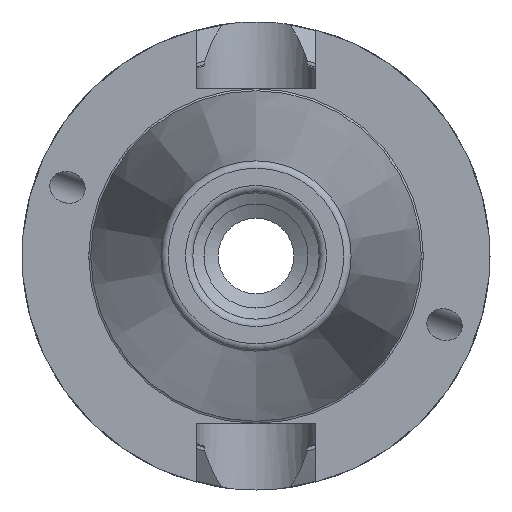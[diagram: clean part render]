
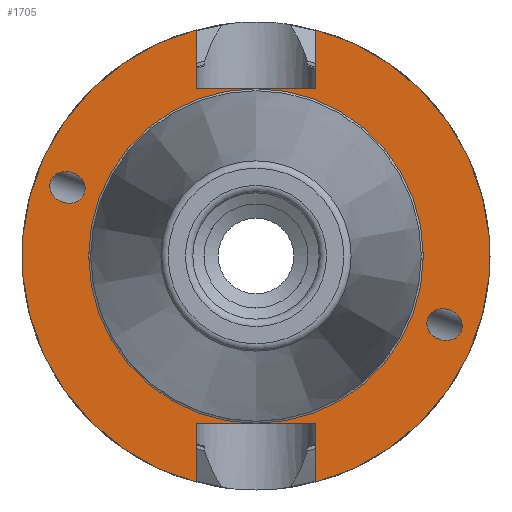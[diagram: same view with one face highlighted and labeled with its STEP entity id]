
A CAD part, left-side view. The second image highlights one B-rep face of the part: STEP entity #1705.
In plain terms, the highlighted planar face has unit normal (-1, 0, 0).
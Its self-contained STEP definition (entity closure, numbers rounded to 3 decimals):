
#22=ELLIPSE('',#1878,2.425,2.1);
#26=ELLIPSE('',#1883,2.425,2.1);
#50=FACE_BOUND('',#248,.T.);
#51=FACE_BOUND('',#249,.T.);
#52=FACE_BOUND('',#250,.T.);
#69=PLANE('',#1905);
#154=FACE_OUTER_BOUND('',#247,.T.);
#247=EDGE_LOOP('',(#1444,#1445,#1446,#1447,#1448,#1449,#1450,#1451));
#248=EDGE_LOOP('',(#1452));
#249=EDGE_LOOP('',(#1453));
#250=EDGE_LOOP('',(#1454,#1455));
#331=LINE('',#3085,#416);
#340=LINE('',#3201,#425);
#342=LINE('',#3204,#427);
#346=LINE('',#3276,#431);
#347=LINE('',#3278,#432);
#348=LINE('',#3280,#433);
#416=VECTOR('',#2295,10.);
#425=VECTOR('',#2310,10.);
#427=VECTOR('',#2314,10.);
#431=VECTOR('',#2350,10.);
#432=VECTOR('',#2351,10.);
#433=VECTOR('',#2352,10.);
#540=CIRCLE('',#1906,31.5);
#541=CIRCLE('',#1907,31.5);
#542=CIRCLE('',#1908,22.517);
#543=CIRCLE('',#1909,22.517);
#725=VERTEX_POINT('',#2907);
#729=VERTEX_POINT('',#2917);
#741=VERTEX_POINT('',#3082);
#742=VERTEX_POINT('',#3084);
#761=VERTEX_POINT('',#3198);
#762=VERTEX_POINT('',#3200);
#773=VERTEX_POINT('',#3273);
#774=VERTEX_POINT('',#3275);
#775=VERTEX_POINT('',#3277);
#776=VERTEX_POINT('',#3279);
#777=VERTEX_POINT('',#3282);
#778=VERTEX_POINT('',#3283);
#954=EDGE_CURVE('',#725,#725,#22,.T.);
#959=EDGE_CURVE('',#729,#729,#26,.T.);
#973=EDGE_CURVE('',#742,#741,#331,.T.);
#995=EDGE_CURVE('',#762,#761,#340,.T.);
#997=EDGE_CURVE('',#741,#762,#342,.T.);
#1014=EDGE_CURVE('',#761,#773,#540,.T.);
#1015=EDGE_CURVE('',#773,#774,#346,.T.);
#1016=EDGE_CURVE('',#774,#775,#347,.T.);
#1017=EDGE_CURVE('',#775,#776,#348,.T.);
#1018=EDGE_CURVE('',#776,#742,#541,.T.);
#1019=EDGE_CURVE('',#777,#778,#542,.T.);
#1020=EDGE_CURVE('',#778,#777,#543,.T.);
#1444=ORIENTED_EDGE('',*,*,#973,.T.);
#1445=ORIENTED_EDGE('',*,*,#997,.T.);
#1446=ORIENTED_EDGE('',*,*,#995,.T.);
#1447=ORIENTED_EDGE('',*,*,#1014,.T.);
#1448=ORIENTED_EDGE('',*,*,#1015,.T.);
#1449=ORIENTED_EDGE('',*,*,#1016,.T.);
#1450=ORIENTED_EDGE('',*,*,#1017,.T.);
#1451=ORIENTED_EDGE('',*,*,#1018,.T.);
#1452=ORIENTED_EDGE('',*,*,#954,.T.);
#1453=ORIENTED_EDGE('',*,*,#959,.T.);
#1454=ORIENTED_EDGE('',*,*,#1019,.F.);
#1455=ORIENTED_EDGE('',*,*,#1020,.F.);
#1705=ADVANCED_FACE('',(#154,#50,#51,#52),#69,.T.);
#1878=AXIS2_PLACEMENT_3D('',#2909,#2271,#2272);
#1883=AXIS2_PLACEMENT_3D('',#2919,#2282,#2283);
#1905=AXIS2_PLACEMENT_3D('',#3272,#2346,#2347);
#1906=AXIS2_PLACEMENT_3D('',#3274,#2348,#2349);
#1907=AXIS2_PLACEMENT_3D('',#3281,#2353,#2354);
#1908=AXIS2_PLACEMENT_3D('',#3284,#2355,#2356);
#1909=AXIS2_PLACEMENT_3D('',#3285,#2357,#2358);
#2271=DIRECTION('center_axis',(1.,0.,0.));
#2272=DIRECTION('ref_axis',(0.,-0.94,-0.342));
#2282=DIRECTION('center_axis',(1.,0.,0.));
#2283=DIRECTION('ref_axis',(0.,0.94,0.342));
#2295=DIRECTION('',(0.,0.,1.));
#2310=DIRECTION('',(0.,0.,-1.));
#2314=DIRECTION('',(0.,-1.,0.));
#2346=DIRECTION('center_axis',(-1.,0.,0.));
#2347=DIRECTION('ref_axis',(0.,0.,1.));
#2348=DIRECTION('center_axis',(-1.,0.,0.));
#2349=DIRECTION('ref_axis',(0.,0.,1.));
#2350=DIRECTION('',(0.,0.,-1.));
#2351=DIRECTION('',(0.,1.,0.));
#2352=DIRECTION('',(0.,0.,1.));
#2353=DIRECTION('center_axis',(-1.,0.,0.));
#2354=DIRECTION('ref_axis',(0.,0.,1.));
#2355=DIRECTION('center_axis',(-1.,0.,0.));
#2356=DIRECTION('ref_axis',(0.,0.,1.));
#2357=DIRECTION('center_axis',(-1.,0.,0.));
#2358=DIRECTION('ref_axis',(0.,0.,1.));
#2907=CARTESIAN_POINT('',(2.,-23.093,-8.405));
#2909=CARTESIAN_POINT('Origin',(2.,-25.372,-9.235));
#2917=CARTESIAN_POINT('',(2.,23.093,8.405));
#2919=CARTESIAN_POINT('Origin',(2.,25.372,9.235));
#3082=CARTESIAN_POINT('',(2.,8.05,-22.6));
#3084=CARTESIAN_POINT('',(2.,8.05,-30.454));
#3085=CARTESIAN_POINT('',(2.,8.05,2.204));
#3198=CARTESIAN_POINT('',(2.,-8.05,-30.454));
#3200=CARTESIAN_POINT('',(2.,-8.05,-22.6));
#3201=CARTESIAN_POINT('',(2.,-8.05,2.204));
#3204=CARTESIAN_POINT('',(2.,0.,-22.6));
#3272=CARTESIAN_POINT('Origin',(2.,0.,27.008));
#3273=CARTESIAN_POINT('',(2.,-8.05,30.454));
#3274=CARTESIAN_POINT('Origin',(2.,0.,0.));
#3275=CARTESIAN_POINT('',(2.,-8.05,22.6));
#3276=CARTESIAN_POINT('',(2.,-8.05,24.804));
#3277=CARTESIAN_POINT('',(2.,8.05,22.6));
#3278=CARTESIAN_POINT('',(2.,0.,22.6));
#3279=CARTESIAN_POINT('',(2.,8.05,30.454));
#3280=CARTESIAN_POINT('',(2.,8.05,24.804));
#3281=CARTESIAN_POINT('Origin',(2.,0.,0.));
#3282=CARTESIAN_POINT('',(2.,0.,22.517));
#3283=CARTESIAN_POINT('',(2.,0.,-22.517));
#3284=CARTESIAN_POINT('Origin',(2.,0.,0.));
#3285=CARTESIAN_POINT('Origin',(2.,0.,0.));
